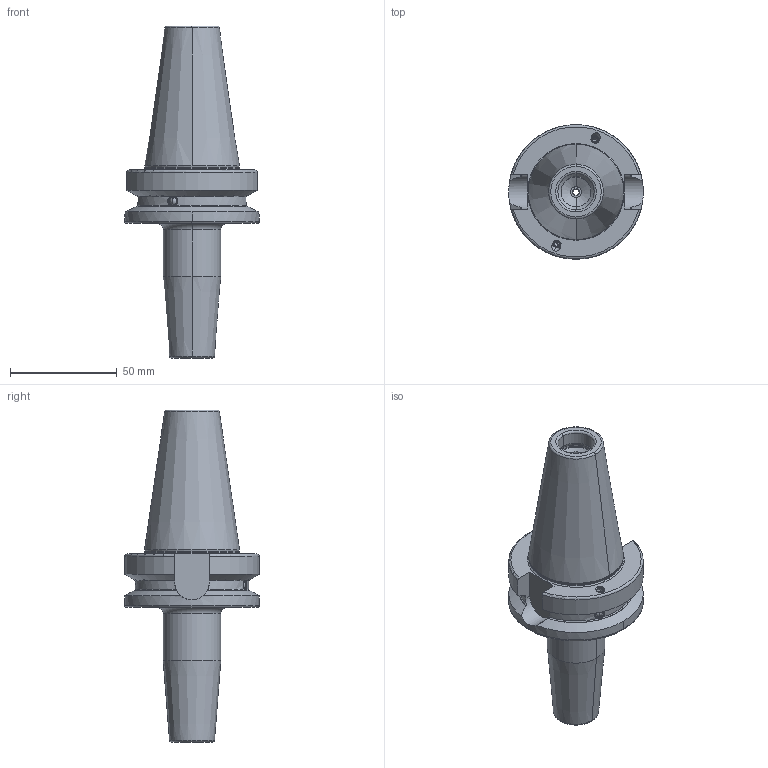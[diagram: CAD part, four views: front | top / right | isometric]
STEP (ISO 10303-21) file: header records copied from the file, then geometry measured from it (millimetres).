
FILE_DESCRIPTION((''),'2;1');
FILE_NAME('406_70_08','2020-08-28T',('101107'),(''),'CREO PARAMETRIC BY PTC INC, 2016260','CREO PARAMETRIC BY PTC INC, 2016260','');
FILE_SCHEMA(('CONFIG_CONTROL_DESIGN'));
Length unit declared in the file: millimetre
Products named in the file (1): 406_70_08
Bounding box: 63 x 63 x 155.4 mm (x, y, z)
Volume: 147231.7 mm3; surface area: 29640.5 mm2
Topology: 1 solids, 7 shells, 246 faces, 546 edges, 310 vertices
Faces by surface type: cone 98, cylinder 62, plane 50, torus 28, sphere 8
Entity records: 7203 total; most frequent: CARTESIAN_POINT 1768, DIRECTION 1204, ORIENTED_EDGE 1068, EDGE_CURVE 534, AXIS2_PLACEMENT_3D 497, VERTEX_POINT 310, EDGE_LOOP 264, CIRCLE 248
